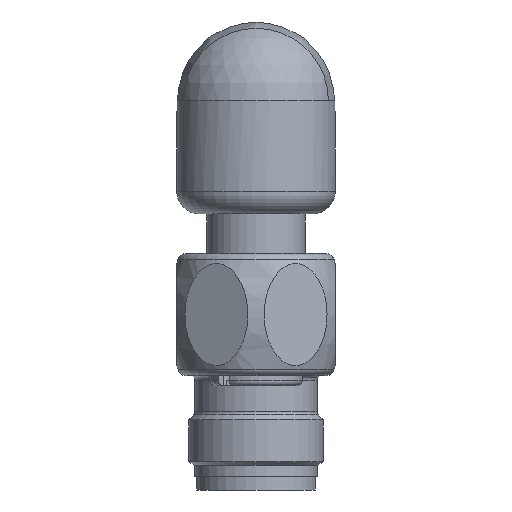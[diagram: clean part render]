
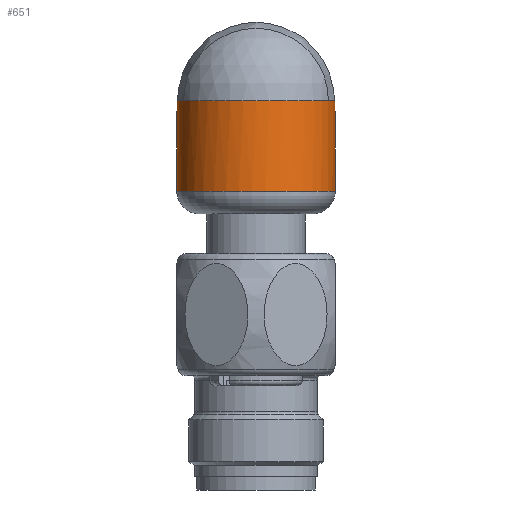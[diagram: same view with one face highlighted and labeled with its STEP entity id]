
A CAD part, front view. The second image highlights one B-rep face of the part: STEP entity #651.
In plain terms, the highlighted cylindrical face has radius 7 mm (diameter 14 mm), a full revolution.
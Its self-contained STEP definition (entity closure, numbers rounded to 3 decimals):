
#651=ADVANCED_FACE('',(#859,#860),#723,.T.);
#723=CYLINDRICAL_SURFACE('',#2838,7.);
#744=B_SPLINE_CURVE_WITH_KNOTS('',3,(#4838,#4839,#4840,#4841,#4842,#4843,
#4844,#4845,#4846,#4847,#4848,#4849,#4850,#4851,#4852,#4853,#4854,#4855,
#4856,#4857,#4858,#4859),.UNSPECIFIED.,.F.,.F.,(4,2,2,2,2,2,2,2,2,2,4),
(0.,0.063,0.125,0.25,0.375,0.5,0.625,0.75,0.875,0.938,1.),
 .UNSPECIFIED.);
#859=FACE_BOUND('',#1096,.T.);
#860=FACE_BOUND('',#1097,.T.);
#1096=EDGE_LOOP('',(#1719));
#1097=EDGE_LOOP('',(#1720,#1721,#1722,#1723));
#1719=ORIENTED_EDGE('',*,*,#2283,.T.);
#1720=ORIENTED_EDGE('',*,*,#2284,.F.);
#1721=ORIENTED_EDGE('',*,*,#2285,.T.);
#1722=ORIENTED_EDGE('',*,*,#2286,.F.);
#1723=ORIENTED_EDGE('',*,*,#2287,.T.);
#1967=VERTEX_POINT('',#4834);
#1968=VERTEX_POINT('',#4836);
#1969=VERTEX_POINT('',#4837);
#1970=VERTEX_POINT('',#4860);
#1971=VERTEX_POINT('',#4862);
#2283=EDGE_CURVE('',#1967,#1967,#2488,.T.);
#2284=EDGE_CURVE('',#1968,#1969,#2489,.T.);
#2285=EDGE_CURVE('',#1968,#1970,#744,.T.);
#2286=EDGE_CURVE('',#1971,#1970,#2490,.T.);
#2287=EDGE_CURVE('',#1971,#1969,#2491,.T.);
#2488=CIRCLE('',#2834,7.);
#2489=CIRCLE('',#2835,7.);
#2490=CIRCLE('',#2836,7.);
#2491=CIRCLE('',#2837,7.);
#2834=AXIS2_PLACEMENT_3D('',#4833,#3632,#3633);
#2835=AXIS2_PLACEMENT_3D('',#4835,#3634,#3635);
#2836=AXIS2_PLACEMENT_3D('',#4861,#3636,#3637);
#2837=AXIS2_PLACEMENT_3D('',#4863,#3638,#3639);
#2838=AXIS2_PLACEMENT_3D('',#4864,#3640,#3641);
#3632=DIRECTION('',(0.,0.,1.));
#3633=DIRECTION('',(-1.,0.,0.));
#3634=DIRECTION('',(0.,0.,1.));
#3635=DIRECTION('',(-1.,0.,0.));
#3636=DIRECTION('',(0.,0.,1.));
#3637=DIRECTION('',(-1.,0.,0.));
#3638=DIRECTION('',(0.,0.,-1.));
#3639=DIRECTION('',(1.,0.,0.));
#3640=DIRECTION('',(0.,0.,-1.));
#3641=DIRECTION('',(1.,0.,0.));
#4833=CARTESIAN_POINT('',(0.,-117.,2.));
#4834=CARTESIAN_POINT('',(-7.,-117.,2.));
#4835=CARTESIAN_POINT('',(0.,-117.,10.));
#4836=CARTESIAN_POINT('',(-6.794,-115.314,10.));
#4837=CARTESIAN_POINT('',(-6.397,-119.841,10.));
#4838=CARTESIAN_POINT('',(-6.794,-115.314,10.));
#4839=CARTESIAN_POINT('',(-6.794,-115.314,9.465));
#4840=CARTESIAN_POINT('',(-6.717,-115.008,8.984));
#4841=CARTESIAN_POINT('',(-6.526,-114.45,8.1));
#4842=CARTESIAN_POINT('',(-6.402,-114.149,7.677));
#4843=CARTESIAN_POINT('',(-5.95,-113.253,6.437));
#4844=CARTESIAN_POINT('',(-5.549,-112.664,5.657));
#4845=CARTESIAN_POINT('',(-4.47,-111.558,4.194));
#4846=CARTESIAN_POINT('',(-3.796,-111.045,3.521));
#4847=CARTESIAN_POINT('',(-2.101,-110.258,2.49));
#4848=CARTESIAN_POINT('',(-1.078,-110.,2.153));
#4849=CARTESIAN_POINT('',(1.079,-110.,2.153));
#4850=CARTESIAN_POINT('',(2.111,-110.261,2.495));
#4851=CARTESIAN_POINT('',(3.798,-111.047,3.524));
#4852=CARTESIAN_POINT('',(4.473,-111.56,4.198));
#4853=CARTESIAN_POINT('',(5.551,-112.666,5.66));
#4854=CARTESIAN_POINT('',(5.955,-113.262,6.449));
#4855=CARTESIAN_POINT('',(6.402,-114.15,7.679));
#4856=CARTESIAN_POINT('',(6.525,-114.449,8.098));
#4857=CARTESIAN_POINT('',(6.717,-115.008,8.984));
#4858=CARTESIAN_POINT('',(6.794,-115.314,9.458));
#4859=CARTESIAN_POINT('',(6.794,-115.314,10.));
#4860=CARTESIAN_POINT('',(6.794,-115.314,10.));
#4861=CARTESIAN_POINT('',(0.,-117.,10.));
#4862=CARTESIAN_POINT('',(6.397,-119.841,10.));
#4863=CARTESIAN_POINT('',(0.,-117.,10.));
#4864=CARTESIAN_POINT('',(0.,-117.,17.));
